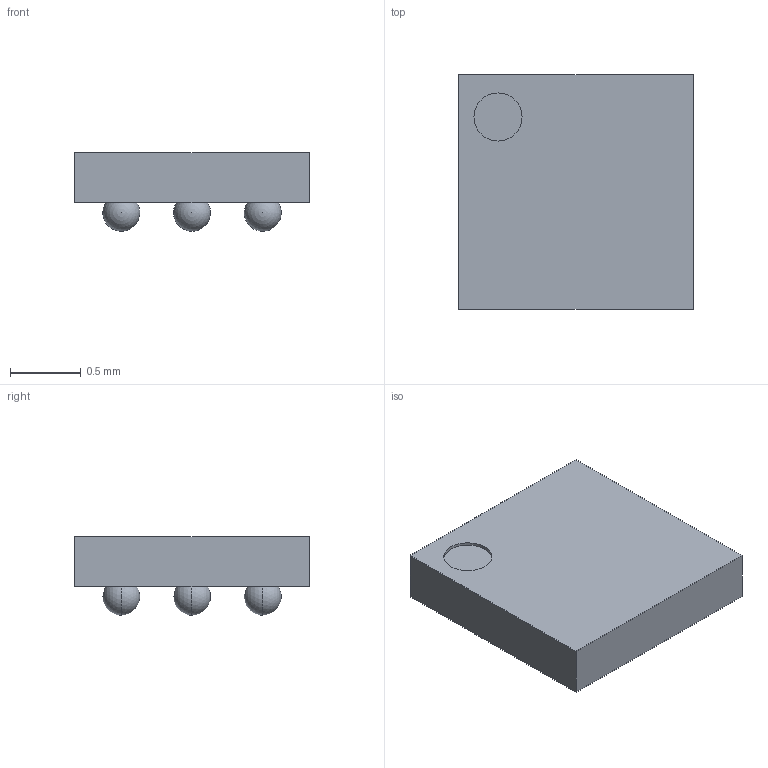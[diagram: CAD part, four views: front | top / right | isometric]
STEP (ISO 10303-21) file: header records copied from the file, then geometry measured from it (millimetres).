
FILE_DESCRIPTION (( 'STEP AP214' ), '1' );
FILE_NAME ('TRIAD_BGA-9_3x3_1.7x1.7mm.STEP', '2022-01-14T15:04:59', ( '' ), ( '' ), 'SwSTEP 2.0', 'SolidWorks 2019', '' );
FILE_SCHEMA (( 'AUTOMOTIVE_DESIGN' ));
Length unit declared in the file: millimetre
Products named in the file (1): TRIAD_BGA-9_3x3_1.7x1.7mm
Bounding box: 1.66 x 1.66 x 0.56 mm (x, y, z)
Volume: 1 mm3; surface area: 9 mm2
Topology: 1 solids, 1 shells, 27 faces, 99 edges, 66 vertices
Faces by surface type: sphere 18, plane 7, cylinder 2
Entity records: 1038 total; most frequent: DIRECTION 150, CARTESIAN_POINT 121, ORIENTED_EDGE 108, AXIS2_PLACEMENT_3D 68, EDGE_CURVE 54, CIRCLE 40, VERTEX_POINT 39, EDGE_LOOP 37
